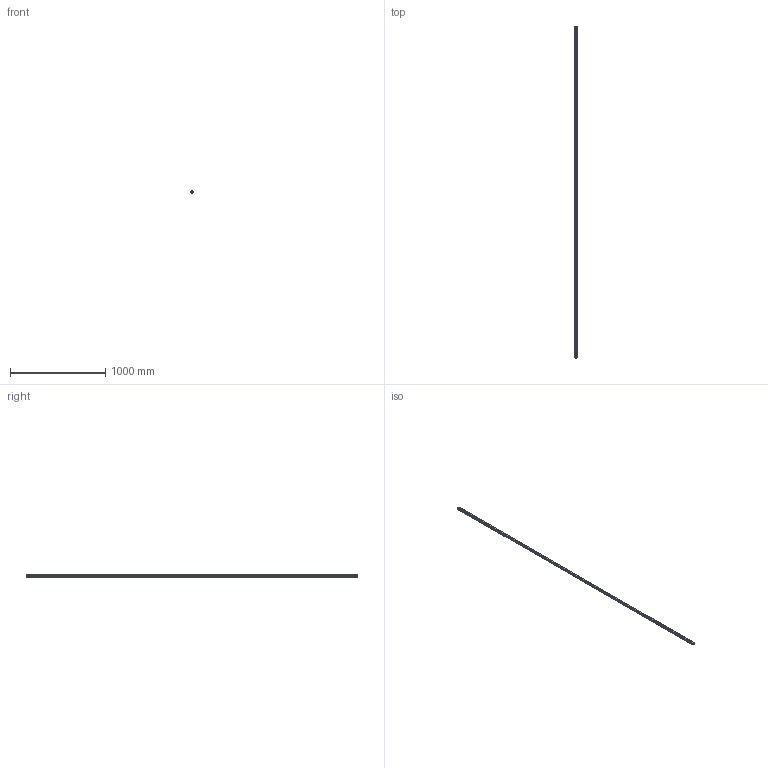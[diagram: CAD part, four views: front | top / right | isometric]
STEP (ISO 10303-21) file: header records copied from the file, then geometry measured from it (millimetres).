
FILE_DESCRIPTION(('STEP AP214'),'1');
FILE_NAME('cctmp_A700E339-A13D-4C83-91B3-CC2229E03306_2020_6_9_14_37_36_750..stp','2020-06-09T12:37:37',('HIWIN GmbH'),('CADClick - www.CADClick.com'),'Spatial InterOp 3D',' ','unknown authorization');
FILE_SCHEMA(('AUTOMOTIVE_DESIGN'));
Length unit declared in the file: millimetre
Products named in the file (1): HGR25R3490H_FILE
Bounding box: 23 x 3490 x 22 mm (x, y, z)
Volume: 1451127.9 mm3; surface area: 358240.3 mm2
Topology: 1 solids, 1 shells, 807 faces, 2055 edges, 1370 vertices
Faces by surface type: plane 437, cylinder 370
Entity records: 31513 total; most frequent: DIRECTION 4875, CARTESIAN_POINT 4233, ORIENTED_EDGE 4110, EDGE_CURVE 2055, AXIS2_PLACEMENT_3D 2012, VERTEX_POINT 1370, CIRCLE 972, EDGE_LOOP 927
